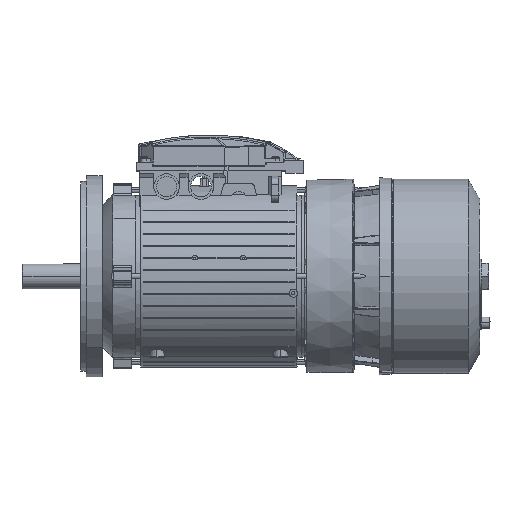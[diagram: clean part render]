
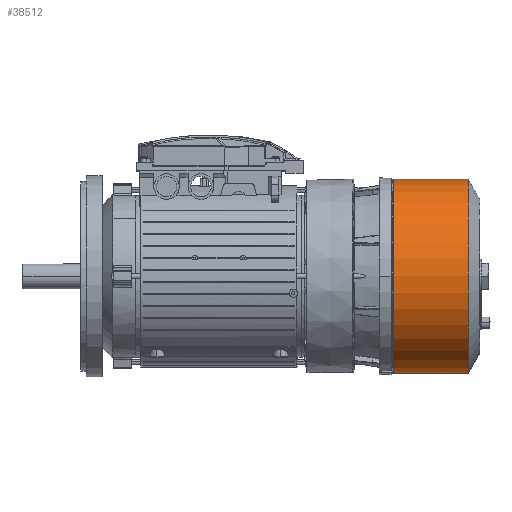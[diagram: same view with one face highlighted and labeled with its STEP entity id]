
A CAD part, top view. The second image highlights one B-rep face of the part: STEP entity #38512.
In plain terms, the highlighted cylindrical face has radius 110.2 mm (diameter 220.4 mm), a partial arc.
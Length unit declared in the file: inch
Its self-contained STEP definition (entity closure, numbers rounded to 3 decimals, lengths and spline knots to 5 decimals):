
#272 = CARTESIAN_POINT ( 'NONE',  ( -2.20669, 0., 0. ) ) ;
#6554 = EDGE_CURVE ( 'NONE', #59650, #87818, #53092, .T. ) ;
#11069 = FACE_OUTER_BOUND ( 'NONE', #82298, .T. ) ;
#11832 = ORIENTED_EDGE ( 'NONE', *, *, #74741, .F. ) ;
#14550 = CARTESIAN_POINT ( 'NONE',  ( 14.95646, -4.33858, 0. ) ) ;
#29144 = CARTESIAN_POINT ( 'NONE',  ( 14.95646, 4.33858, 0. ) ) ;
#30482 = VECTOR ( 'NONE', #42412, 39.37008 ) ;
#31815 = LINE ( 'NONE', #86007, #41084 ) ;
#32368 = AXIS2_PLACEMENT_3D ( 'NONE', #62956, #94077, #127987 ) ;
#37039 = AXIS2_PLACEMENT_3D ( 'NONE', #272, #52267, #99192 ) ;
#38512 = ADVANCED_FACE ( 'NONE', ( #11069 ), #86301, .T. ) ;
#39318 = AXIS2_PLACEMENT_3D ( 'NONE', #107403, #61852, #105946 ) ;
#41084 = VECTOR ( 'NONE', #142919, 39.37008 ) ;
#42412 = DIRECTION ( 'NONE',  ( -1., 0., 0. ) ) ;
#52267 = DIRECTION ( 'NONE',  ( -1., 0., 0. ) ) ;
#53092 = CIRCLE ( 'NONE', #32368, 4.33858 ) ;
#56019 = LINE ( 'NONE', #121776, #30482 ) ;
#59650 = VERTEX_POINT ( 'NONE', #14550 ) ;
#60481 = VERTEX_POINT ( 'NONE', #136259 ) ;
#61852 = DIRECTION ( 'NONE',  ( -1., 0., 0. ) ) ;
#62956 = CARTESIAN_POINT ( 'NONE',  ( 14.95646, 0., 0. ) ) ;
#70277 = ORIENTED_EDGE ( 'NONE', *, *, #6554, .T. ) ;
#71553 = CIRCLE ( 'NONE', #39318, 4.33858 ) ;
#74741 = EDGE_CURVE ( 'NONE', #60481, #78351, #71553, .T. ) ;
#78351 = VERTEX_POINT ( 'NONE', #101809 ) ;
#82298 = EDGE_LOOP ( 'NONE', ( #70277, #138238, #11832, #139888 ) ) ;
#86007 = CARTESIAN_POINT ( 'NONE',  ( -2.20669, 4.33858, 0. ) ) ;
#86301 = CYLINDRICAL_SURFACE ( 'NONE', #37039, 4.33858 ) ;
#87818 = VERTEX_POINT ( 'NONE', #29144 ) ;
#94077 = DIRECTION ( 'NONE',  ( -1., 0., 0. ) ) ;
#99192 = DIRECTION ( 'NONE',  ( 0., -1., 0. ) ) ;
#101809 = CARTESIAN_POINT ( 'NONE',  ( 11.63386, 4.33858, 0. ) ) ;
#105946 = DIRECTION ( 'NONE',  ( 0., -1., 0. ) ) ;
#107403 = CARTESIAN_POINT ( 'NONE',  ( 11.63386, 0., 0. ) ) ;
#120257 = EDGE_CURVE ( 'NONE', #59650, #60481, #56019, .T. ) ;
#121776 = CARTESIAN_POINT ( 'NONE',  ( -2.20669, -4.33858, 0. ) ) ;
#127987 = DIRECTION ( 'NONE',  ( 0., -1., 0. ) ) ;
#135510 = EDGE_CURVE ( 'NONE', #87818, #78351, #31815, .T. ) ;
#136259 = CARTESIAN_POINT ( 'NONE',  ( 11.63386, -4.33858, 0. ) ) ;
#138238 = ORIENTED_EDGE ( 'NONE', *, *, #135510, .T. ) ;
#139888 = ORIENTED_EDGE ( 'NONE', *, *, #120257, .F. ) ;
#142919 = DIRECTION ( 'NONE',  ( -1., 0., 0. ) ) ;
